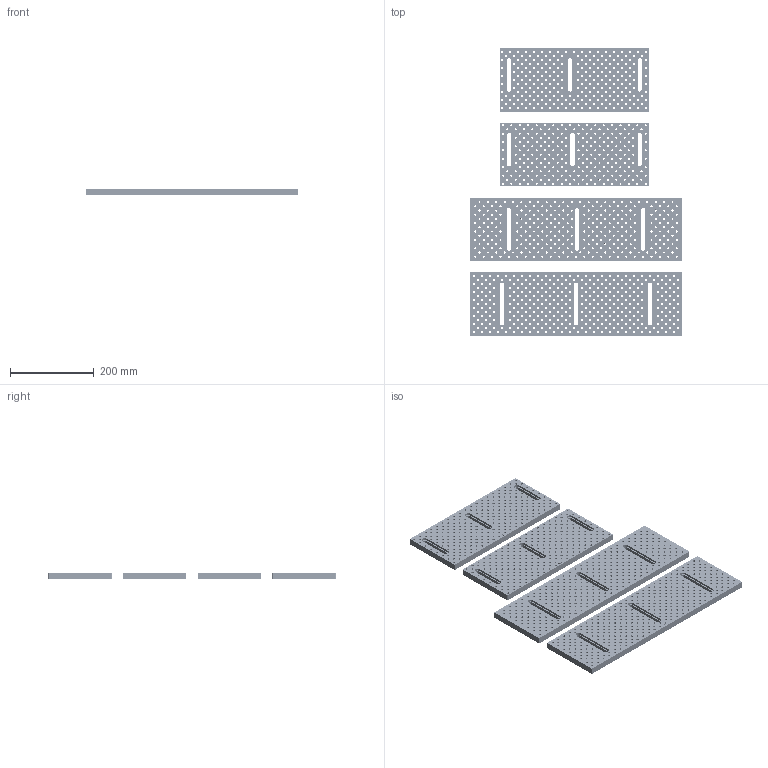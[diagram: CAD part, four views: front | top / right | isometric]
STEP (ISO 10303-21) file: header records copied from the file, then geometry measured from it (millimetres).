
FILE_DESCRIPTION(/* description */ (''),/* implementation_level */ '2;1');
FILE_NAME(/* name */ 'Universal Plates.step',/* time_stamp */ '2023-05-19T08:52:09-04:00',/* author */ (''),/* organization */ (''),/* preprocessor_version */ 'ST-DEVELOPER v19.2',/* originating_system */ 'Autodesk Translation Framework v12.4.0.73',/* authorisation */ '');
FILE_SCHEMA (('AUTOMOTIVE_DESIGN { 1 0 10303 214 3 1 1 }'));
Products named in the file (14): Site Share Page; Universal Plate 20 x 6 (INCH - NEW); New Plate; Universal Plate 20 x 6 (METRIC - NEW); New Plate_1; Universal Plate 14 x 6 (METRIC); Universal Plate v16; Plate (14x6); SMW v3; Solid; Component15; Universal Plate 14 x 6 (INCH); Universal Plate v16_1; Plate (14x6)_1
Assembly tree (13 placements, depth 6):
  Site Share Page
    Universal Plate 20 x 6 (INCH - NEW)
      New Plate
    Universal Plate 20 x 6 (METRIC - NEW)
      New Plate_1
    Universal Plate 14 x 6 (METRIC)
      Universal Plate v16
        Plate (14x6)
          SMW v3
            Solid
            Component15
    Universal Plate 14 x 6 (INCH)
      Universal Plate v16_1
        Plate (14x6)_1
Bounding box: 506.73 x 685.08 x 16.64 mm (x, y, z)
Volume: 3434018.7 mm3; surface area: 835903 mm2
Topology: 5 solids, 5 shells, 1625 faces, 4773 edges, 3182 vertices
Faces by surface type: cylinder 1211, bspline 288, plane 126
Full cylindrical faces by diameter (mm): 5.035 x536, 5.118 x591
Entity records: 66765 total; most frequent: CARTESIAN_POINT 18223, ORIENTED_EDGE 9546, DIRECTION 9347, EDGE_CURVE 4773, EDGE_LOOP 3933, AXIS2_PLACEMENT_3D 3786, VERTEX_POINT 3182, CIRCLE 2422
